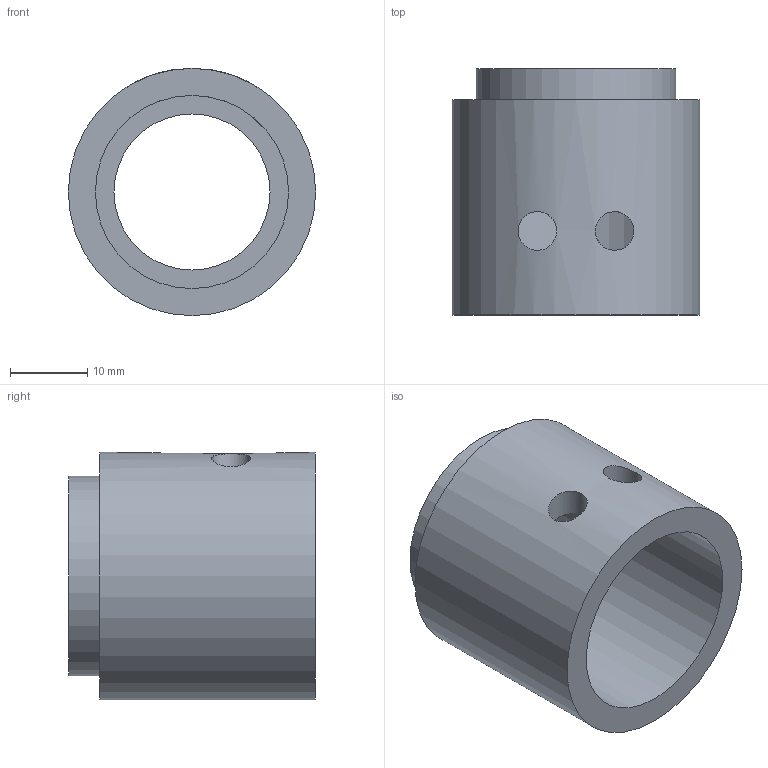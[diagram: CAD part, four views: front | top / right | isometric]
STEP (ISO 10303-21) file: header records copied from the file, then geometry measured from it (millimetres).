
FILE_DESCRIPTION(/* description */ (''),/* implementation_level */ '2;1');
FILE_NAME(/* name */ 'Component42.step',/* time_stamp */ '2021-10-14T09:17:02+02:00',/* author */ (''),/* organization */ (''),/* preprocessor_version */ 'ST-DEVELOPER v18.1',/* originating_system */ 'Autodesk Translation Framework v10.10.0.1391',/* authorisation */ '');
FILE_SCHEMA (('AUTOMOTIVE_DESIGN { 1 0 10303 214 3 1 1 }'));
Length unit declared in the file: millimetre
Products named in the file (1): FusionComponent
Bounding box: 32 x 31.83 x 32 mm (x, y, z)
Volume: 10036.3 mm3; surface area: 6506 mm2
Topology: 1 solids, 1 shells, 10 faces, 20 edges, 14 vertices
Faces by surface type: cylinder 6, plane 4
Full cylindrical faces by diameter (mm): 5 x2, 20.2 x1, 25 x1, 25.8 x1, 32 x1
Entity records: 442 total; most frequent: CARTESIAN_POINT 179, DIRECTION 44, ORIENTED_EDGE 40, EDGE_CURVE 20, AXIS2_PLACEMENT_3D 19, EDGE_LOOP 18, VERTEX_POINT 14, FACE_OUTER_BOUND 10
